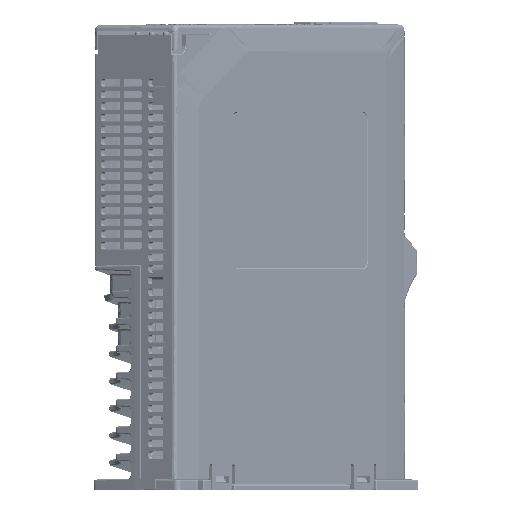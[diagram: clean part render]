
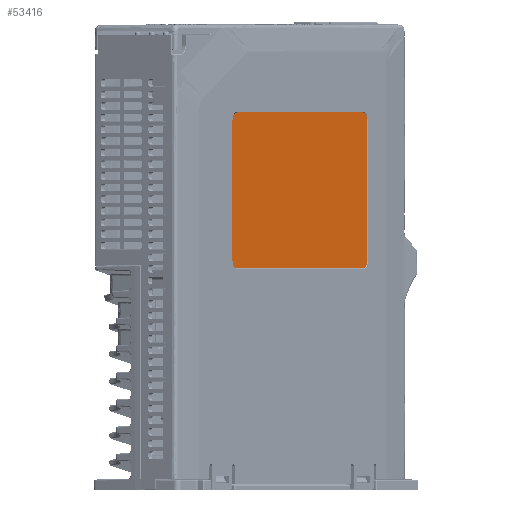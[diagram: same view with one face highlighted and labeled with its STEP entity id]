
A CAD part, front view. The second image highlights one B-rep face of the part: STEP entity #53416.
In plain terms, the highlighted free-form (B-spline) face has degree [1, 1] with [2, 2] control points.
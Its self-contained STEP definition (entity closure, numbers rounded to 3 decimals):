
#4621 = VERTEX_POINT ( 'NONE', #8135 ) ;
#4795 = EDGE_CURVE ( 'NONE', #107554, #48729, #232835, .T. ) ;
#5514 = EDGE_CURVE ( 'NONE', #210125, #48729, #197291, .T. ) ;
#8135 = CARTESIAN_POINT ( 'NONE',  ( 125.116, -127.195, -37. ) ) ;
#13373 = CARTESIAN_POINT ( 'NONE',  ( 74.611, -204.45, -94.3 ) ) ;
#18003 = EDGE_CURVE ( 'NONE', #155355, #377476, #160072, .T. ) ;
#21080 = CARTESIAN_POINT ( 'NONE',  ( 73.649, -205.921, -94.3 ) ) ;
#31511 = CARTESIAN_POINT ( 'NONE',  ( 74.611, -204.45, -34. ) ) ;
#37063 = CARTESIAN_POINT ( 'NONE',  ( 72.969, -206.961, -91.3 ) ) ;
#41470 = CARTESIAN_POINT ( 'NONE',  ( 72.969, -206.961, -37. ) ) ;
#48729 = VERTEX_POINT ( 'NONE', #71979 ) ;
#53416 = ADVANCED_FACE ( 'NONE', ( #199684 ), #186086, .T. ) ;
#55527 = ORIENTED_EDGE ( 'NONE', *, *, #296690, .F. ) ;
#57543 =( BOUNDED_CURVE ( )  B_SPLINE_CURVE ( 3, ( #241777, #90733, #176784, #180603 ),
 .UNSPECIFIED., .F., .F. ) 
 B_SPLINE_CURVE_WITH_KNOTS ( ( 4, 4 ),
 ( -1.571, 0. ),
 .UNSPECIFIED. ) 
 CURVE ( )  GEOMETRIC_REPRESENTATION_ITEM ( )  RATIONAL_B_SPLINE_CURVE ( ( 1., 0.805, 0.805, 1. ) ) 
 REPRESENTATION_ITEM ( '' )  );
#62294 = ORIENTED_EDGE ( 'NONE', *, *, #4795, .F. ) ;
#71979 = CARTESIAN_POINT ( 'NONE',  ( 72.969, -206.961, -91.3 ) ) ;
#77301 = CARTESIAN_POINT ( 'NONE',  ( 123.475, -129.706, -34. ) ) ;
#77551 = VERTEX_POINT ( 'NONE', #357361 ) ;
#77791 = CARTESIAN_POINT ( 'NONE',  ( 124.436, -128.235, -34. ) ) ;
#80986 = CARTESIAN_POINT ( 'NONE',  ( 72.969, -206.961, -91.3 ) ) ;
#86510 = CARTESIAN_POINT ( 'NONE',  ( 72.969, -206.961, -94.3 ) ) ;
#87786 = CARTESIAN_POINT ( 'NONE',  ( 125.116, -127.195, -34. ) ) ;
#90733 = CARTESIAN_POINT ( 'NONE',  ( 72.969, -206.961, -35.243 ) ) ;
#95708 = CARTESIAN_POINT ( 'NONE',  ( 72.969, -206.961, -37. ) ) ;
#103235 = EDGE_CURVE ( 'NONE', #155355, #4621, #337986, .T. ) ;
#107554 = VERTEX_POINT ( 'NONE', #13373 ) ;
#107709 = CARTESIAN_POINT ( 'NONE',  ( 125.116, -127.195, -37. ) ) ;
#124529 = VERTEX_POINT ( 'NONE', #31511 ) ;
#140926 = CARTESIAN_POINT ( 'NONE',  ( 74.611, -204.45, -94.3 ) ) ;
#143473 = CARTESIAN_POINT ( 'NONE',  ( 125.116, -127.195, -37. ) ) ;
#145198 = CARTESIAN_POINT ( 'NONE',  ( 72.969, -206.961, -34. ) ) ;
#155355 = VERTEX_POINT ( 'NONE', #269992 ) ;
#160072 =( BOUNDED_CURVE ( )  B_SPLINE_CURVE ( 3, ( #263417, #237264, #203411, #205956 ),
 .UNSPECIFIED., .F., .F. ) 
 B_SPLINE_CURVE_WITH_KNOTS ( ( 4, 4 ),
 ( -1.571, 0. ),
 .UNSPECIFIED. ) 
 CURVE ( )  GEOMETRIC_REPRESENTATION_ITEM ( )  RATIONAL_B_SPLINE_CURVE ( ( 1., 0.805, 0.805, 1. ) ) 
 REPRESENTATION_ITEM ( '' )  );
#173112 = EDGE_CURVE ( 'NONE', #210125, #124529, #57543, .T. ) ;
#176784 = CARTESIAN_POINT ( 'NONE',  ( 73.649, -205.921, -34. ) ) ;
#180603 = CARTESIAN_POINT ( 'NONE',  ( 74.611, -204.45, -34. ) ) ;
#186086 = B_SPLINE_SURFACE_WITH_KNOTS ( 'NONE', 1, 1, ( 
 ( #264991, #86510 ),
 ( #87786, #145198 ) ),
 .UNSPECIFIED., .F., .F., .F.,
 ( 2, 2 ),
 ( 2, 2 ),
 ( 0., 1. ),
 ( 0., 1. ),
 .UNSPECIFIED. ) ;
#186986 = EDGE_CURVE ( 'NONE', #107554, #377476, #210751, .T. ) ;
#190786 = EDGE_LOOP ( 'NONE', ( #286734, #215934, #55527, #270137, #242901, #243457, #62294, #327955 ) ) ;
#197291 = B_SPLINE_CURVE_WITH_KNOTS ( 'NONE', 1,
 ( #95708, #37063 ),
 .UNSPECIFIED., .F., .F.,
 ( 2, 2 ),
 ( 0., 1. ),
 .UNSPECIFIED. ) ;
#198255 = CARTESIAN_POINT ( 'NONE',  ( 123.475, -129.706, -94.3 ) ) ;
#199684 = FACE_OUTER_BOUND ( 'NONE', #190786, .T. ) ;
#201399 = CARTESIAN_POINT ( 'NONE',  ( 125.116, -127.195, -35.243 ) ) ;
#203411 = CARTESIAN_POINT ( 'NONE',  ( 124.436, -128.235, -94.3 ) ) ;
#205956 = CARTESIAN_POINT ( 'NONE',  ( 123.475, -129.706, -94.3 ) ) ;
#210125 = VERTEX_POINT ( 'NONE', #41470 ) ;
#210751 = B_SPLINE_CURVE_WITH_KNOTS ( 'NONE', 1,
 ( #256966, #198255 ),
 .UNSPECIFIED., .F., .F.,
 ( 2, 2 ),
 ( 0., 1. ),
 .UNSPECIFIED. ) ;
#215934 = ORIENTED_EDGE ( 'NONE', *, *, #103235, .T. ) ;
#232835 =( BOUNDED_CURVE ( )  B_SPLINE_CURVE ( 3, ( #140926, #21080, #289444, #80986 ),
 .UNSPECIFIED., .F., .F. ) 
 B_SPLINE_CURVE_WITH_KNOTS ( ( 4, 4 ),
 ( -1.571, 0. ),
 .UNSPECIFIED. ) 
 CURVE ( )  GEOMETRIC_REPRESENTATION_ITEM ( )  RATIONAL_B_SPLINE_CURVE ( ( 1., 0.805, 0.805, 1. ) ) 
 REPRESENTATION_ITEM ( '' )  );
#237264 = CARTESIAN_POINT ( 'NONE',  ( 125.116, -127.195, -93.057 ) ) ;
#241777 = CARTESIAN_POINT ( 'NONE',  ( 72.969, -206.961, -37. ) ) ;
#241783 = B_SPLINE_CURVE_WITH_KNOTS ( 'NONE', 1,
 ( #77301, #289617 ),
 .UNSPECIFIED., .F., .F.,
 ( 2, 2 ),
 ( 0., 1. ),
 .UNSPECIFIED. ) ;
#242901 = ORIENTED_EDGE ( 'NONE', *, *, #173112, .F. ) ;
#243457 = ORIENTED_EDGE ( 'NONE', *, *, #5514, .T. ) ;
#256966 = CARTESIAN_POINT ( 'NONE',  ( 74.611, -204.45, -94.3 ) ) ;
#263417 = CARTESIAN_POINT ( 'NONE',  ( 125.116, -127.195, -91.3 ) ) ;
#264991 = CARTESIAN_POINT ( 'NONE',  ( 125.116, -127.195, -94.3 ) ) ;
#269992 = CARTESIAN_POINT ( 'NONE',  ( 125.116, -127.195, -91.3 ) ) ;
#270137 = ORIENTED_EDGE ( 'NONE', *, *, #284130, .T. ) ;
#284130 = EDGE_CURVE ( 'NONE', #77551, #124529, #241783, .T. ) ;
#286734 = ORIENTED_EDGE ( 'NONE', *, *, #18003, .F. ) ;
#289444 = CARTESIAN_POINT ( 'NONE',  ( 72.969, -206.961, -93.057 ) ) ;
#289617 = CARTESIAN_POINT ( 'NONE',  ( 74.611, -204.45, -34. ) ) ;
#296690 = EDGE_CURVE ( 'NONE', #77551, #4621, #296758, .T. ) ;
#296758 =( BOUNDED_CURVE ( )  B_SPLINE_CURVE ( 3, ( #350148, #77791, #201399, #107709 ),
 .UNSPECIFIED., .F., .F. ) 
 B_SPLINE_CURVE_WITH_KNOTS ( ( 4, 4 ),
 ( -1.571, 0. ),
 .UNSPECIFIED. ) 
 CURVE ( )  GEOMETRIC_REPRESENTATION_ITEM ( )  RATIONAL_B_SPLINE_CURVE ( ( 1., 0.805, 0.805, 1. ) ) 
 REPRESENTATION_ITEM ( '' )  );
#327955 = ORIENTED_EDGE ( 'NONE', *, *, #186986, .T. ) ;
#337986 = B_SPLINE_CURVE_WITH_KNOTS ( 'NONE', 1,
 ( #378175, #143473 ),
 .UNSPECIFIED., .F., .F.,
 ( 2, 2 ),
 ( 0., 1. ),
 .UNSPECIFIED. ) ;
#350148 = CARTESIAN_POINT ( 'NONE',  ( 123.475, -129.706, -34. ) ) ;
#357361 = CARTESIAN_POINT ( 'NONE',  ( 123.475, -129.706, -34. ) ) ;
#376589 = CARTESIAN_POINT ( 'NONE',  ( 123.475, -129.706, -94.3 ) ) ;
#377476 = VERTEX_POINT ( 'NONE', #376589 ) ;
#378175 = CARTESIAN_POINT ( 'NONE',  ( 125.116, -127.195, -91.3 ) ) ;
